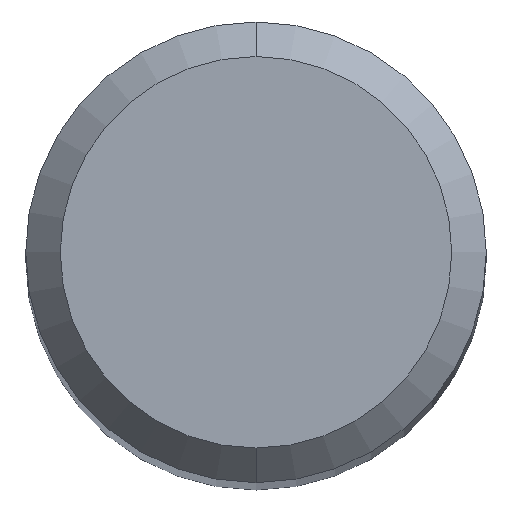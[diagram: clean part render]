
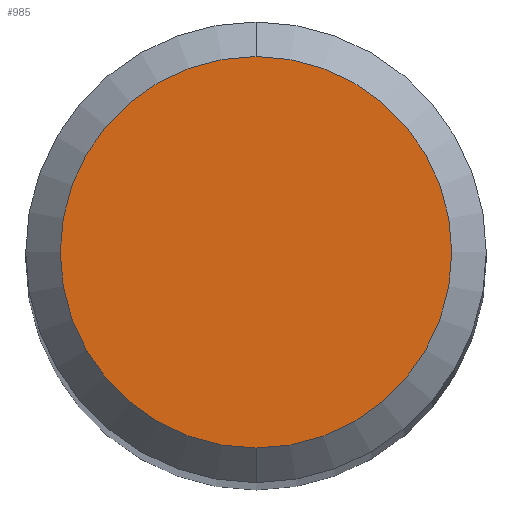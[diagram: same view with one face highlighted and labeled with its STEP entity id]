
A CAD part, top view. The second image highlights one B-rep face of the part: STEP entity #985.
In plain terms, the highlighted planar face has unit normal (0, 0, 1).
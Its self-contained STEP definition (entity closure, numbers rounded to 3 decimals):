
#625=EDGE_CURVE('',#825,#657,#1327,.T.);
#657=VERTEX_POINT('',#1361);
#725=EDGE_CURVE('',#657,#825,#1432,.T.);
#825=VERTEX_POINT('',#1543);
#985=ADVANCED_FACE('',(#1720),#1721,.T.);
#1327=CIRCLE('',#3239,1.7);
#1361=CARTESIAN_POINT('',(0.,-1.7,0.0));
#1432=CIRCLE('',#3589,1.7);
#1543=CARTESIAN_POINT('',(0.0,1.7,0.0));
#1720=FACE_OUTER_BOUND('',#4721,.T.);
#1721=PLANE('',#4722);
#3239=AXIS2_PLACEMENT_3D('',#5154,#5155,#5156);
#3589=AXIS2_PLACEMENT_3D('',#5227,#5228,#5229);
#4721=EDGE_LOOP('',(#5564,#5565));
#4722=AXIS2_PLACEMENT_3D('',#5566,#5567,#5568);
#5154=CARTESIAN_POINT('',(0.0,0.0,0.0));
#5155=DIRECTION('',(0.0,0.0,-1.0));
#5156=DIRECTION('',(0.0,1.0,0.0));
#5227=CARTESIAN_POINT('',(0.0,0.0,0.0));
#5228=DIRECTION('',(0.0,0.0,-1.0));
#5229=DIRECTION('',(0.0,1.0,0.0));
#5564=ORIENTED_EDGE('',*,*,#625,.F.);
#5565=ORIENTED_EDGE('',*,*,#725,.F.);
#5566=CARTESIAN_POINT('',(0.0,0.85,0.0));
#5567=DIRECTION('',(-0.0,0.0,1.0));
#5568=DIRECTION('',(0.0,-1.0,0.0));
